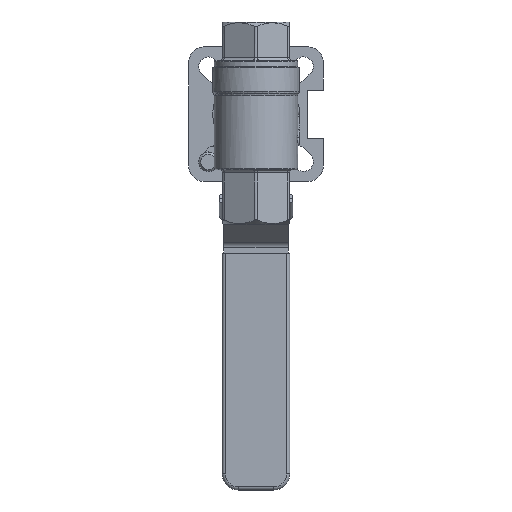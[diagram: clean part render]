
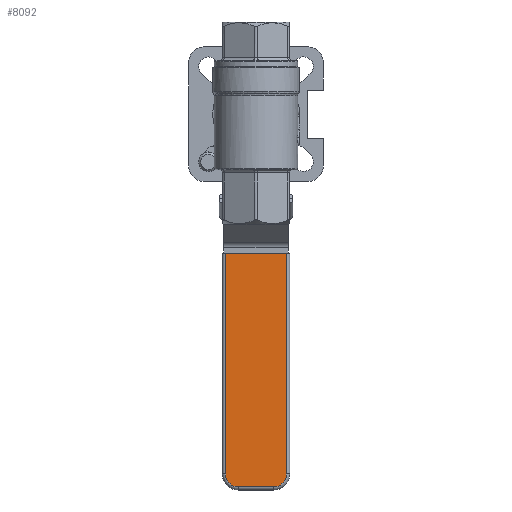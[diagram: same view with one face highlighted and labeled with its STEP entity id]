
A CAD part, front view. The second image highlights one B-rep face of the part: STEP entity #8092.
In plain terms, the highlighted planar face has unit normal (0, -1, 0).
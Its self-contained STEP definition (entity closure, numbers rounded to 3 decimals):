
#235=PLANE('',#8885);
#1041=FACE_OUTER_BOUND('',#1532,.T.);
#1532=EDGE_LOOP('',(#6688,#6689,#6690,#6691,#6692,#6693));
#1903=CIRCLE('',#8876,4.);
#1907=CIRCLE('',#8882,4.);
#2397=LINE('',#15609,#2954);
#2400=LINE('',#15624,#2957);
#2402=LINE('',#15636,#2959);
#2403=LINE('',#15638,#2960);
#2954=VECTOR('',#10492,10.);
#2957=VECTOR('',#10509,10.);
#2959=VECTOR('',#10523,10.);
#2960=VECTOR('',#10526,10.);
#3661=VERTEX_POINT('',#15606);
#3662=VERTEX_POINT('',#15608);
#3664=VERTEX_POINT('',#15614);
#3666=VERTEX_POINT('',#15620);
#3668=VERTEX_POINT('',#15626);
#3670=VERTEX_POINT('',#15632);
#4680=EDGE_CURVE('',#3661,#3662,#2397,.T.);
#4685=EDGE_CURVE('',#3662,#3664,#1903,.T.);
#4688=EDGE_CURVE('',#3664,#3666,#2400,.T.);
#4691=EDGE_CURVE('',#3666,#3668,#1907,.T.);
#4694=EDGE_CURVE('',#3668,#3670,#2402,.T.);
#4695=EDGE_CURVE('',#3670,#3661,#2403,.T.);
#6688=ORIENTED_EDGE('',*,*,#4694,.F.);
#6689=ORIENTED_EDGE('',*,*,#4691,.F.);
#6690=ORIENTED_EDGE('',*,*,#4688,.F.);
#6691=ORIENTED_EDGE('',*,*,#4685,.F.);
#6692=ORIENTED_EDGE('',*,*,#4680,.F.);
#6693=ORIENTED_EDGE('',*,*,#4695,.F.);
#8092=ADVANCED_FACE('',(#1041),#235,.T.);
#8876=AXIS2_PLACEMENT_3D('',#15618,#10502,#10503);
#8882=AXIS2_PLACEMENT_3D('',#15630,#10516,#10517);
#8885=AXIS2_PLACEMENT_3D('',#15637,#10524,#10525);
#10492=DIRECTION('',(0.,0.,-1.));
#10502=DIRECTION('center_axis',(0.,1.,0.));
#10503=DIRECTION('ref_axis',(0.707,0.,-0.707));
#10509=DIRECTION('',(-1.,0.,0.));
#10516=DIRECTION('center_axis',(0.,1.,0.));
#10517=DIRECTION('ref_axis',(-0.707,0.,-0.707));
#10523=DIRECTION('',(0.,0.,1.));
#10524=DIRECTION('center_axis',(0.,-1.,0.));
#10525=DIRECTION('ref_axis',(-1.,0.,0.));
#10526=DIRECTION('',(1.,0.,0.));
#15606=CARTESIAN_POINT('',(9.5,28.861,-43.25));
#15608=CARTESIAN_POINT('',(9.5,28.861,-112.));
#15609=CARTESIAN_POINT('',(9.5,28.861,-43.25));
#15614=CARTESIAN_POINT('',(5.5,28.861,-116.));
#15618=CARTESIAN_POINT('Origin',(5.5,28.861,-112.));
#15620=CARTESIAN_POINT('',(-5.5,28.861,-116.));
#15624=CARTESIAN_POINT('',(5.25,28.861,-116.));
#15626=CARTESIAN_POINT('',(-9.5,28.861,-112.));
#15630=CARTESIAN_POINT('Origin',(-5.5,28.861,-112.));
#15632=CARTESIAN_POINT('',(-9.5,28.861,-43.25));
#15636=CARTESIAN_POINT('',(-9.5,28.861,-43.25));
#15637=CARTESIAN_POINT('Origin',(10.5,28.861,-43.25));
#15638=CARTESIAN_POINT('',(-10.5,28.861,-43.25));
